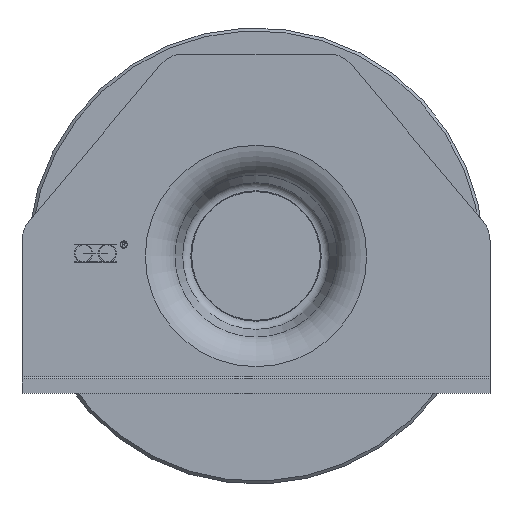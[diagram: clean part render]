
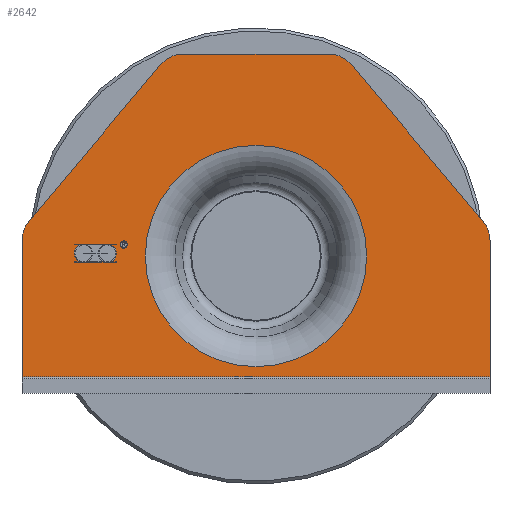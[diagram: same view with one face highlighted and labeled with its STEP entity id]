
A CAD part, left-side view. The second image highlights one B-rep face of the part: STEP entity #2642.
In plain terms, the highlighted planar face has unit normal (-1, 0, 0).
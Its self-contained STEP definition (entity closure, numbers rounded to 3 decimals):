
#173=FACE_BOUND('',#542,.T.);
#174=FACE_BOUND('',#543,.T.);
#175=FACE_BOUND('',#544,.T.);
#229=PLANE('',#3070);
#360=FACE_OUTER_BOUND('',#541,.T.);
#541=EDGE_LOOP('',(#2334,#2335,#2336,#2337,#2338,#2339,#2340,#2341,#2342,
#2343));
#542=EDGE_LOOP('',(#2344,#2345,#2346,#2347,#2348,#2349,#2350,#2351,#2352,
#2353,#2354,#2355));
#543=EDGE_LOOP('',(#2356));
#544=EDGE_LOOP('',(#2357));
#676=LINE('',#4620,#838);
#679=LINE('',#4626,#841);
#682=LINE('',#4632,#844);
#685=LINE('',#4638,#847);
#688=LINE('',#4644,#850);
#692=LINE('',#4656,#854);
#695=LINE('',#4662,#857);
#698=LINE('',#4668,#860);
#701=LINE('',#4674,#863);
#704=LINE('',#4679,#866);
#708=LINE('',#4698,#870);
#709=LINE('',#4700,#871);
#710=LINE('',#4704,#872);
#711=LINE('',#4708,#873);
#712=LINE('',#4712,#874);
#713=LINE('',#4715,#875);
#838=VECTOR('',#3783,10.);
#841=VECTOR('',#3788,10.);
#844=VECTOR('',#3793,10.);
#847=VECTOR('',#3798,10.);
#850=VECTOR('',#3803,10.);
#854=VECTOR('',#3815,10.);
#857=VECTOR('',#3820,10.);
#860=VECTOR('',#3825,10.);
#863=VECTOR('',#3830,10.);
#866=VECTOR('',#3835,10.);
#870=VECTOR('',#3857,10.);
#871=VECTOR('',#3858,10.);
#872=VECTOR('',#3861,10.);
#873=VECTOR('',#3864,10.);
#874=VECTOR('',#3867,10.);
#875=VECTOR('',#3870,10.);
#1070=CIRCLE('',#3047,1.55);
#1072=CIRCLE('',#3055,1.55);
#1076=CIRCLE('',#3067,0.625);
#1078=CIRCLE('',#3071,5.);
#1079=CIRCLE('',#3072,5.);
#1080=CIRCLE('',#3073,5.);
#1081=CIRCLE('',#3074,5.);
#1082=CIRCLE('',#3075,18.915);
#1327=VERTEX_POINT('',#4610);
#1328=VERTEX_POINT('',#4611);
#1331=VERTEX_POINT('',#4619);
#1333=VERTEX_POINT('',#4625);
#1335=VERTEX_POINT('',#4631);
#1337=VERTEX_POINT('',#4637);
#1339=VERTEX_POINT('',#4643);
#1341=VERTEX_POINT('',#4649);
#1343=VERTEX_POINT('',#4655);
#1345=VERTEX_POINT('',#4661);
#1347=VERTEX_POINT('',#4667);
#1349=VERTEX_POINT('',#4673);
#1353=VERTEX_POINT('',#4689);
#1355=VERTEX_POINT('',#4696);
#1356=VERTEX_POINT('',#4697);
#1357=VERTEX_POINT('',#4699);
#1358=VERTEX_POINT('',#4701);
#1359=VERTEX_POINT('',#4703);
#1360=VERTEX_POINT('',#4705);
#1361=VERTEX_POINT('',#4707);
#1362=VERTEX_POINT('',#4709);
#1363=VERTEX_POINT('',#4711);
#1364=VERTEX_POINT('',#4713);
#1365=VERTEX_POINT('',#4716);
#1664=EDGE_CURVE('',#1327,#1328,#1070,.T.);
#1668=EDGE_CURVE('',#1331,#1327,#676,.T.);
#1671=EDGE_CURVE('',#1333,#1331,#679,.T.);
#1674=EDGE_CURVE('',#1335,#1333,#682,.T.);
#1677=EDGE_CURVE('',#1337,#1335,#685,.T.);
#1680=EDGE_CURVE('',#1339,#1337,#688,.T.);
#1683=EDGE_CURVE('',#1341,#1339,#1072,.T.);
#1686=EDGE_CURVE('',#1343,#1341,#692,.T.);
#1689=EDGE_CURVE('',#1345,#1343,#695,.T.);
#1692=EDGE_CURVE('',#1347,#1345,#698,.T.);
#1695=EDGE_CURVE('',#1349,#1347,#701,.T.);
#1698=EDGE_CURVE('',#1328,#1349,#704,.T.);
#1703=EDGE_CURVE('',#1353,#1353,#1076,.T.);
#1706=EDGE_CURVE('',#1355,#1356,#708,.T.);
#1707=EDGE_CURVE('',#1355,#1357,#709,.T.);
#1708=EDGE_CURVE('',#1357,#1358,#1078,.T.);
#1709=EDGE_CURVE('',#1358,#1359,#710,.T.);
#1710=EDGE_CURVE('',#1359,#1360,#1079,.T.);
#1711=EDGE_CURVE('',#1360,#1361,#711,.T.);
#1712=EDGE_CURVE('',#1361,#1362,#1080,.T.);
#1713=EDGE_CURVE('',#1362,#1363,#712,.T.);
#1714=EDGE_CURVE('',#1363,#1364,#1081,.T.);
#1715=EDGE_CURVE('',#1364,#1356,#713,.T.);
#1716=EDGE_CURVE('',#1365,#1365,#1082,.T.);
#2334=ORIENTED_EDGE('',*,*,#1706,.F.);
#2335=ORIENTED_EDGE('',*,*,#1707,.T.);
#2336=ORIENTED_EDGE('',*,*,#1708,.T.);
#2337=ORIENTED_EDGE('',*,*,#1709,.T.);
#2338=ORIENTED_EDGE('',*,*,#1710,.T.);
#2339=ORIENTED_EDGE('',*,*,#1711,.T.);
#2340=ORIENTED_EDGE('',*,*,#1712,.T.);
#2341=ORIENTED_EDGE('',*,*,#1713,.T.);
#2342=ORIENTED_EDGE('',*,*,#1714,.T.);
#2343=ORIENTED_EDGE('',*,*,#1715,.T.);
#2344=ORIENTED_EDGE('',*,*,#1664,.T.);
#2345=ORIENTED_EDGE('',*,*,#1698,.T.);
#2346=ORIENTED_EDGE('',*,*,#1695,.T.);
#2347=ORIENTED_EDGE('',*,*,#1692,.T.);
#2348=ORIENTED_EDGE('',*,*,#1689,.T.);
#2349=ORIENTED_EDGE('',*,*,#1686,.T.);
#2350=ORIENTED_EDGE('',*,*,#1683,.T.);
#2351=ORIENTED_EDGE('',*,*,#1680,.T.);
#2352=ORIENTED_EDGE('',*,*,#1677,.T.);
#2353=ORIENTED_EDGE('',*,*,#1674,.T.);
#2354=ORIENTED_EDGE('',*,*,#1671,.T.);
#2355=ORIENTED_EDGE('',*,*,#1668,.T.);
#2356=ORIENTED_EDGE('',*,*,#1703,.T.);
#2357=ORIENTED_EDGE('',*,*,#1716,.T.);
#2642=ADVANCED_FACE('',(#360,#173,#174,#175),#229,.F.);
#3047=AXIS2_PLACEMENT_3D('',#4612,#3775,#3776);
#3055=AXIS2_PLACEMENT_3D('',#4650,#3808,#3809);
#3067=AXIS2_PLACEMENT_3D('',#4690,#3848,#3849);
#3070=AXIS2_PLACEMENT_3D('',#4695,#3855,#3856);
#3071=AXIS2_PLACEMENT_3D('',#4702,#3859,#3860);
#3072=AXIS2_PLACEMENT_3D('',#4706,#3862,#3863);
#3073=AXIS2_PLACEMENT_3D('',#4710,#3865,#3866);
#3074=AXIS2_PLACEMENT_3D('',#4714,#3868,#3869);
#3075=AXIS2_PLACEMENT_3D('',#4717,#3871,#3872);
#3775=DIRECTION('center_axis',(1.,0.,0.));
#3776=DIRECTION('ref_axis',(0.,-0.352,-0.936));
#3783=DIRECTION('',(0.,-1.,0.));
#3788=DIRECTION('',(0.,0.,1.));
#3793=DIRECTION('',(0.,1.,0.));
#3798=DIRECTION('',(0.,0.,-1.));
#3803=DIRECTION('',(0.,-1.,0.));
#3808=DIRECTION('center_axis',(1.,0.,0.));
#3809=DIRECTION('ref_axis',(0.,0.352,0.936));
#3815=DIRECTION('',(0.,1.,0.));
#3820=DIRECTION('',(0.,0.,-1.));
#3825=DIRECTION('',(0.,-1.,0.));
#3830=DIRECTION('',(0.,0.,1.));
#3835=DIRECTION('',(0.,1.,0.));
#3848=DIRECTION('center_axis',(1.,0.,0.));
#3849=DIRECTION('ref_axis',(0.,0.,-1.));
#3855=DIRECTION('center_axis',(1.,0.,0.));
#3856=DIRECTION('ref_axis',(0.,0.,-1.));
#3857=DIRECTION('',(0.,1.,0.));
#3858=DIRECTION('',(0.,0.,1.));
#3859=DIRECTION('center_axis',(-1.,0.,0.));
#3860=DIRECTION('ref_axis',(0.,0.766,-0.643));
#3861=DIRECTION('',(0.,0.643,0.766));
#3862=DIRECTION('center_axis',(-1.,0.,0.));
#3863=DIRECTION('ref_axis',(0.,0.,-1.));
#3864=DIRECTION('',(0.,1.,0.));
#3865=DIRECTION('center_axis',(-1.,0.,0.));
#3866=DIRECTION('ref_axis',(0.,-0.766,-0.643));
#3867=DIRECTION('',(0.,0.643,-0.766));
#3868=DIRECTION('center_axis',(-1.,0.,0.));
#3869=DIRECTION('ref_axis',(0.,-1.,0.));
#3870=DIRECTION('',(0.,0.,-1.));
#3871=DIRECTION('center_axis',(1.,0.,0.));
#3872=DIRECTION('ref_axis',(0.,0.,-1.));
#4610=CARTESIAN_POINT('',(0.,30.045,-1.));
#4611=CARTESIAN_POINT('',(0.,30.045,1.901));
#4612=CARTESIAN_POINT('Origin',(0.,29.5,0.451));
#4619=CARTESIAN_POINT('',(0.,31.,-1.));
#4620=CARTESIAN_POINT('',(0.,15.5,-1.));
#4625=CARTESIAN_POINT('',(0.,31.,-1.099));
#4626=CARTESIAN_POINT('',(0.,31.,-0.48));
#4631=CARTESIAN_POINT('',(0.,23.902,-1.099));
#4632=CARTESIAN_POINT('',(0.,11.951,-1.099));
#4637=CARTESIAN_POINT('',(0.,23.902,-1.));
#4638=CARTESIAN_POINT('',(0.,23.902,-0.43));
#4643=CARTESIAN_POINT('',(0.,24.857,-1.));
#4644=CARTESIAN_POINT('',(0.,12.429,-1.));
#4649=CARTESIAN_POINT('',(0.,24.857,1.901));
#4650=CARTESIAN_POINT('Origin',(0.,25.402,0.451));
#4655=CARTESIAN_POINT('',(0.,23.902,1.901));
#4656=CARTESIAN_POINT('',(0.,11.951,1.901));
#4661=CARTESIAN_POINT('',(0.,23.902,2.));
#4662=CARTESIAN_POINT('',(0.,23.902,1.07));
#4667=CARTESIAN_POINT('',(0.,31.,2.));
#4668=CARTESIAN_POINT('',(0.,15.5,2.));
#4673=CARTESIAN_POINT('',(0.,31.,1.901));
#4674=CARTESIAN_POINT('',(0.,31.,1.02));
#4679=CARTESIAN_POINT('',(0.,15.022,1.901));
#4689=CARTESIAN_POINT('',(0.,22.612,2.575));
#4690=CARTESIAN_POINT('Origin',(0.,22.612,1.951));
#4695=CARTESIAN_POINT('Origin',(0.,0.,0.14));
#4696=CARTESIAN_POINT('',(0.,-40.,-20.6));
#4697=CARTESIAN_POINT('',(0.,40.,-20.6));
#4698=CARTESIAN_POINT('',(0.,-20.,-20.6));
#4699=CARTESIAN_POINT('',(0.,-40.,2.68));
#4700=CARTESIAN_POINT('',(0.,-40.,-23.5));
#4701=CARTESIAN_POINT('',(0.,-38.83,5.894));
#4702=CARTESIAN_POINT('Origin',(0.,-35.,2.68));
#4703=CARTESIAN_POINT('',(0.,-16.326,32.714));
#4704=CARTESIAN_POINT('',(0.,-38.83,5.894));
#4705=CARTESIAN_POINT('',(0.,-12.495,34.5));
#4706=CARTESIAN_POINT('Origin',(0.,-12.495,29.5));
#4707=CARTESIAN_POINT('',(0.,12.495,34.5));
#4708=CARTESIAN_POINT('',(0.,-12.495,34.5));
#4709=CARTESIAN_POINT('',(0.,16.326,32.714));
#4710=CARTESIAN_POINT('Origin',(0.,12.495,29.5));
#4711=CARTESIAN_POINT('',(0.,38.83,5.894));
#4712=CARTESIAN_POINT('',(0.,16.326,32.714));
#4713=CARTESIAN_POINT('',(0.,40.,2.68));
#4714=CARTESIAN_POINT('Origin',(0.,35.,2.68));
#4715=CARTESIAN_POINT('',(0.,40.,2.68));
#4716=CARTESIAN_POINT('',(0.,0.,18.915));
#4717=CARTESIAN_POINT('Origin',(0.,0.,0.));
